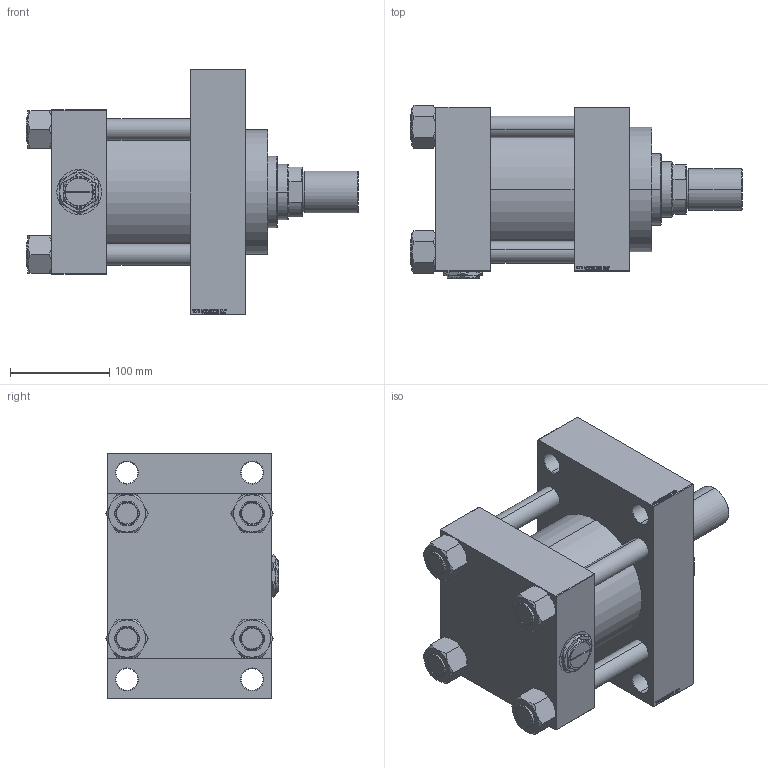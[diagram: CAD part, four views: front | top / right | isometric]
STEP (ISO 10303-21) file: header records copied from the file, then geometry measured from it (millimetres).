
FILE_DESCRIPTION (( 'STEP AP203' ), '1' );
FILE_NAME ('88ad.STEP', '2024-10-23T09:20:50', ( '' ), ( '' ), 'SwSTEP 2.0', 'SolidWorks 2019', '' );
FILE_SCHEMA (( 'CONFIG_CONTROL_DESIGN' ));
Length unit declared in the file: millimetre
Products named in the file (8): ROD_END_AH f5ff1481c07e8db5a28bbc6c37e8940d; NUT_M5_D f5ff1481c07e8db5a28bbc6c37e8940d; V215CR_D_Body f5ff1481c07e8db5a28bbc6c37e8940d; V215CR_VCP_D f5ff1481c07e8db5a28bbc6c37e8940d; Zatka_pro_OIL_PORT f5ff1481c07e8db5a28bbc6c37e8940d; V215CR_D_TYCINKA f5ff1481c07e8db5a28bbc6c37e8940d; V215_VC_A f5ff1481c07e8db5a28bbc6c37e8940d; 88ad
Assembly tree (13 placements, depth 2):
  88ad
    V215CR_D_Body f5ff1481c07e8db5a28bbc6c37e8940d
    V215CR_VCP_D f5ff1481c07e8db5a28bbc6c37e8940d
    NUT_M5_D f5ff1481c07e8db5a28bbc6c37e8940d  x4
    V215CR_D_TYCINKA f5ff1481c07e8db5a28bbc6c37e8940d  x4
    V215_VC_A f5ff1481c07e8db5a28bbc6c37e8940d
    ROD_END_AH f5ff1481c07e8db5a28bbc6c37e8940d
    Zatka_pro_OIL_PORT f5ff1481c07e8db5a28bbc6c37e8940d
Bounding box: 334 x 174.07 x 247 mm (x, y, z)
Volume: 5030934.8 mm3; surface area: 546061.6 mm2
Topology: 13 solids, 13 shells, 1216 faces, 3050 edges, 1975 vertices
Faces by surface type: plane 572, bspline 368, cone 168, cylinder 98, torus 10
Entity records: 49962 total; most frequent: CARTESIAN_POINT 25842, ORIENTED_EDGE 5364, DIRECTION 3562, EDGE_CURVE 2682, VERTEX_POINT 1753, VECTOR 1564, LINE 1564, EDGE_LOOP 1197
